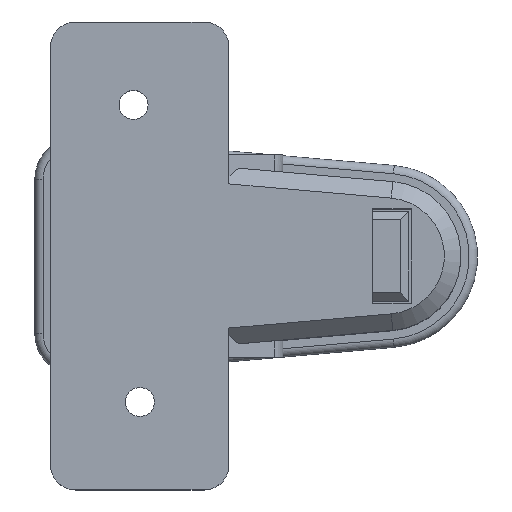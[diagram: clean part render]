
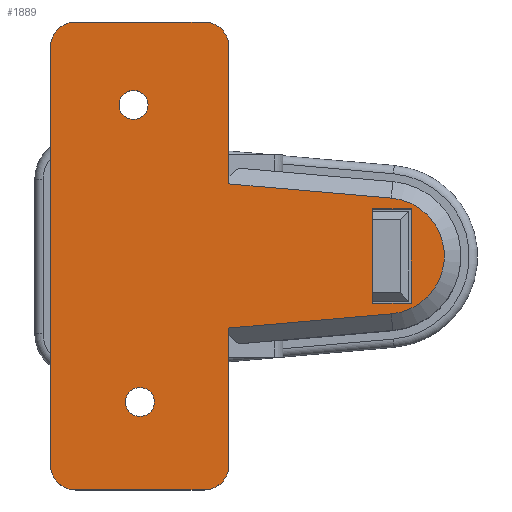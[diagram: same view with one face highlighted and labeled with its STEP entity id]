
A CAD part, top view. The second image highlights one B-rep face of the part: STEP entity #1889.
In plain terms, the highlighted planar face has unit normal (0, 0, 1).
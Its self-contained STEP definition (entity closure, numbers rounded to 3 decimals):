
#88=CIRCLE('',#2009,3.);
#89=CIRCLE('',#2012,3.);
#90=CIRCLE('',#2015,3.);
#91=CIRCLE('',#2018,3.);
#99=CIRCLE('',#2047,7.);
#100=CIRCLE('',#2048,1.75);
#101=CIRCLE('',#2049,1.75);
#151=FACE_BOUND('',#342,.T.);
#152=FACE_BOUND('',#343,.T.);
#153=FACE_BOUND('',#344,.T.);
#213=FACE_OUTER_BOUND('',#341,.T.);
#341=EDGE_LOOP('',(#1521,#1522,#1523,#1524,#1525,#1526,#1527,#1528,#1529,
#1530,#1531,#1532));
#342=EDGE_LOOP('',(#1533));
#343=EDGE_LOOP('',(#1534));
#344=EDGE_LOOP('',(#1535,#1536,#1537,#1538));
#458=LINE('',#2832,#650);
#500=LINE('',#2947,#692);
#503=LINE('',#2955,#695);
#506=LINE('',#2963,#698);
#511=LINE('',#2975,#703);
#514=LINE('',#2980,#706);
#540=LINE('',#3055,#732);
#541=LINE('',#3062,#733);
#542=LINE('',#3064,#734);
#543=LINE('',#3066,#735);
#544=LINE('',#3067,#736);
#650=VECTOR('',#2241,10.);
#692=VECTOR('',#2347,10.);
#695=VECTOR('',#2356,10.);
#698=VECTOR('',#2365,10.);
#703=VECTOR('',#2376,10.);
#706=VECTOR('',#2381,10.);
#732=VECTOR('',#2461,10.);
#733=VECTOR('',#2466,10.);
#734=VECTOR('',#2467,10.);
#735=VECTOR('',#2468,10.);
#736=VECTOR('',#2469,10.);
#836=VERTEX_POINT('',#2829);
#837=VERTEX_POINT('',#2831);
#877=VERTEX_POINT('',#2941);
#878=VERTEX_POINT('',#2945);
#879=VERTEX_POINT('',#2949);
#880=VERTEX_POINT('',#2953);
#881=VERTEX_POINT('',#2957);
#882=VERTEX_POINT('',#2961);
#883=VERTEX_POINT('',#2965);
#886=VERTEX_POINT('',#2973);
#887=VERTEX_POINT('',#2978);
#909=VERTEX_POINT('',#3053);
#910=VERTEX_POINT('',#3056);
#911=VERTEX_POINT('',#3058);
#912=VERTEX_POINT('',#3060);
#913=VERTEX_POINT('',#3061);
#914=VERTEX_POINT('',#3063);
#915=VERTEX_POINT('',#3065);
#1023=EDGE_CURVE('',#837,#836,#458,.T.);
#1079=EDGE_CURVE('',#877,#836,#88,.T.);
#1081=EDGE_CURVE('',#878,#877,#500,.T.);
#1083=EDGE_CURVE('',#879,#878,#89,.T.);
#1085=EDGE_CURVE('',#880,#879,#503,.T.);
#1087=EDGE_CURVE('',#881,#880,#90,.T.);
#1089=EDGE_CURVE('',#881,#882,#506,.T.);
#1091=EDGE_CURVE('',#883,#882,#91,.T.);
#1095=EDGE_CURVE('',#883,#886,#511,.T.);
#1098=EDGE_CURVE('',#887,#886,#514,.T.);
#1134=EDGE_CURVE('',#909,#887,#99,.T.);
#1135=EDGE_CURVE('',#837,#909,#540,.T.);
#1136=EDGE_CURVE('',#910,#910,#100,.T.);
#1137=EDGE_CURVE('',#911,#911,#101,.T.);
#1138=EDGE_CURVE('',#912,#913,#541,.T.);
#1139=EDGE_CURVE('',#913,#914,#542,.T.);
#1140=EDGE_CURVE('',#914,#915,#543,.T.);
#1141=EDGE_CURVE('',#915,#912,#544,.T.);
#1521=ORIENTED_EDGE('',*,*,#1023,.T.);
#1522=ORIENTED_EDGE('',*,*,#1079,.F.);
#1523=ORIENTED_EDGE('',*,*,#1081,.F.);
#1524=ORIENTED_EDGE('',*,*,#1083,.F.);
#1525=ORIENTED_EDGE('',*,*,#1085,.F.);
#1526=ORIENTED_EDGE('',*,*,#1087,.F.);
#1527=ORIENTED_EDGE('',*,*,#1089,.T.);
#1528=ORIENTED_EDGE('',*,*,#1091,.F.);
#1529=ORIENTED_EDGE('',*,*,#1095,.T.);
#1530=ORIENTED_EDGE('',*,*,#1098,.F.);
#1531=ORIENTED_EDGE('',*,*,#1134,.F.);
#1532=ORIENTED_EDGE('',*,*,#1135,.F.);
#1533=ORIENTED_EDGE('',*,*,#1136,.T.);
#1534=ORIENTED_EDGE('',*,*,#1137,.T.);
#1535=ORIENTED_EDGE('',*,*,#1138,.T.);
#1536=ORIENTED_EDGE('',*,*,#1139,.T.);
#1537=ORIENTED_EDGE('',*,*,#1140,.T.);
#1538=ORIENTED_EDGE('',*,*,#1141,.T.);
#1805=PLANE('',#2046);
#1889=ADVANCED_FACE('',(#213,#151,#152,#153),#1805,.T.);
#2009=AXIS2_PLACEMENT_3D('',#2943,#2342,#2343);
#2012=AXIS2_PLACEMENT_3D('',#2951,#2351,#2352);
#2015=AXIS2_PLACEMENT_3D('',#2959,#2360,#2361);
#2018=AXIS2_PLACEMENT_3D('',#2967,#2369,#2370);
#2046=AXIS2_PLACEMENT_3D('',#3052,#2457,#2458);
#2047=AXIS2_PLACEMENT_3D('',#3054,#2459,#2460);
#2048=AXIS2_PLACEMENT_3D('',#3057,#2462,#2463);
#2049=AXIS2_PLACEMENT_3D('',#3059,#2464,#2465);
#2241=DIRECTION('',(0.,1.,0.));
#2342=DIRECTION('center_axis',(0.,0.,-1.));
#2343=DIRECTION('ref_axis',(0.707,0.707,0.));
#2347=DIRECTION('',(1.,0.,0.));
#2351=DIRECTION('center_axis',(0.,0.,-1.));
#2352=DIRECTION('ref_axis',(-0.707,0.707,0.));
#2356=DIRECTION('',(0.,1.,0.));
#2360=DIRECTION('center_axis',(0.,0.,-1.));
#2361=DIRECTION('ref_axis',(-0.707,-0.707,0.));
#2365=DIRECTION('',(1.,0.,0.));
#2369=DIRECTION('center_axis',(0.,0.,-1.));
#2370=DIRECTION('ref_axis',(0.707,-0.707,0.));
#2376=DIRECTION('',(0.,1.,0.));
#2381=DIRECTION('',(-0.996,-0.087,0.));
#2457=DIRECTION('center_axis',(0.,0.,1.));
#2458=DIRECTION('ref_axis',(1.,0.,0.));
#2459=DIRECTION('center_axis',(0.,0.,-1.));
#2460=DIRECTION('ref_axis',(0.087,0.996,0.));
#2461=DIRECTION('',(0.996,-0.087,0.));
#2462=DIRECTION('center_axis',(0.,0.,-1.));
#2463=DIRECTION('ref_axis',(1.,0.,0.));
#2464=DIRECTION('center_axis',(0.,0.,-1.));
#2465=DIRECTION('ref_axis',(1.,0.,0.));
#2466=DIRECTION('',(1.,0.,0.));
#2467=DIRECTION('',(0.,-1.,0.));
#2468=DIRECTION('',(-1.,0.,0.));
#2469=DIRECTION('',(0.,1.,0.));
#2829=CARTESIAN_POINT('',(-0.05,25.2,16.6));
#2831=CARTESIAN_POINT('',(-0.05,8.686,16.6));
#2832=CARTESIAN_POINT('',(-0.05,-6.1,16.6));
#2941=CARTESIAN_POINT('',(-3.05,28.2,16.6));
#2943=CARTESIAN_POINT('Origin',(-3.05,25.2,16.6));
#2945=CARTESIAN_POINT('',(-18.55,28.2,16.6));
#2947=CARTESIAN_POINT('',(-21.55,28.2,16.6));
#2949=CARTESIAN_POINT('',(-21.55,25.2,16.6));
#2951=CARTESIAN_POINT('Origin',(-18.55,25.2,16.6));
#2953=CARTESIAN_POINT('',(-21.55,-25.2,16.6));
#2955=CARTESIAN_POINT('',(-21.55,8.2,16.6));
#2957=CARTESIAN_POINT('',(-18.55,-28.2,16.6));
#2959=CARTESIAN_POINT('Origin',(-18.55,-25.2,16.6));
#2961=CARTESIAN_POINT('',(-3.05,-28.2,16.6));
#2963=CARTESIAN_POINT('',(-21.55,-28.2,16.6));
#2965=CARTESIAN_POINT('',(-0.05,-25.2,16.6));
#2967=CARTESIAN_POINT('Origin',(-3.05,-25.2,16.6));
#2973=CARTESIAN_POINT('',(-0.05,-8.686,16.6));
#2975=CARTESIAN_POINT('',(-0.05,-4.1,16.6));
#2978=CARTESIAN_POINT('',(19.523,-6.973,16.6));
#2980=CARTESIAN_POINT('',(-4.363,-9.063,16.6));
#3052=CARTESIAN_POINT('Origin',(0.,0.,16.6));
#3053=CARTESIAN_POINT('',(19.523,6.973,16.6));
#3054=CARTESIAN_POINT('Origin',(18.913,0.,16.6));
#3055=CARTESIAN_POINT('',(12.024,7.629,16.6));
#3056=CARTESIAN_POINT('',(-13.3,18.2,16.6));
#3057=CARTESIAN_POINT('Origin',(-11.55,18.2,16.6));
#3058=CARTESIAN_POINT('',(-12.525,-17.6,16.6));
#3059=CARTESIAN_POINT('Origin',(-10.775,-17.6,16.6));
#3060=CARTESIAN_POINT('',(17.25,5.7,16.6));
#3061=CARTESIAN_POINT('',(21.95,5.7,16.6));
#3062=CARTESIAN_POINT('',(10.975,5.7,16.6));
#3063=CARTESIAN_POINT('',(21.95,-5.7,16.6));
#3064=CARTESIAN_POINT('',(21.95,-2.85,16.6));
#3065=CARTESIAN_POINT('',(17.25,-5.7,16.6));
#3066=CARTESIAN_POINT('',(8.475,-5.7,16.6));
#3067=CARTESIAN_POINT('',(17.25,2.85,16.6));
